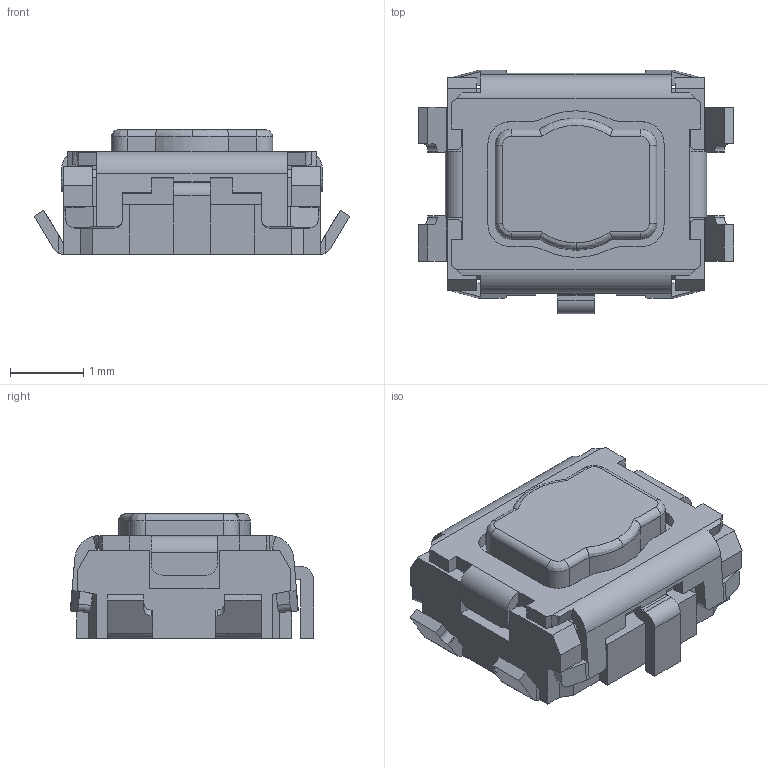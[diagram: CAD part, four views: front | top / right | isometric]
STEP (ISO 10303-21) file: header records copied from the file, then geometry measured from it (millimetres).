
FILE_DESCRIPTION (( 'STEP AP203' ), '1' );
FILE_NAME ('EVPAA102K.STEP', '2013-07-12T01:28:06', ( '全社標準ＰＣ' ), ( 'パナソニック株式会社' ), 'SwSTEP 2.0', 'SolidWorks 2012', '' );
FILE_SCHEMA (( 'CONFIG_CONTROL_DESIGN' ));
Length unit declared in the file: millimetre
Products named in the file (1): EVPAA102K
Bounding box: 4.3 x 3.32 x 1.7 mm (x, y, z)
Volume: 14.3 mm3; surface area: 60.5 mm2
Topology: 1 solids, 1 shells, 293 faces, 832 edges, 540 vertices
Faces by surface type: plane 209, cylinder 73, bspline 11
Entity records: 9647 total; most frequent: CARTESIAN_POINT 1969, ORIENTED_EDGE 1664, DIRECTION 1485, EDGE_CURVE 832, LINE 669, VECTOR 669, VERTEX_POINT 540, AXIS2_PLACEMENT_3D 408
